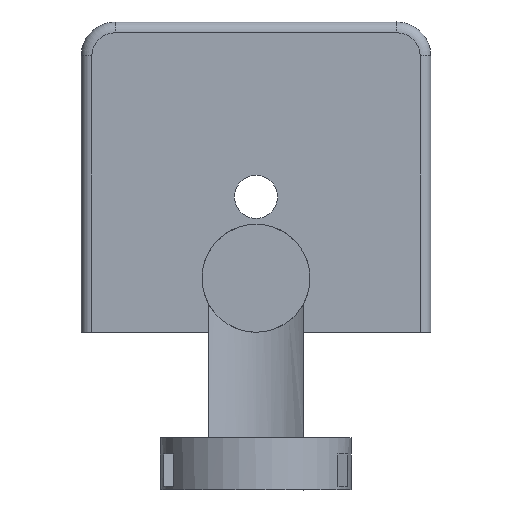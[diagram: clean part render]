
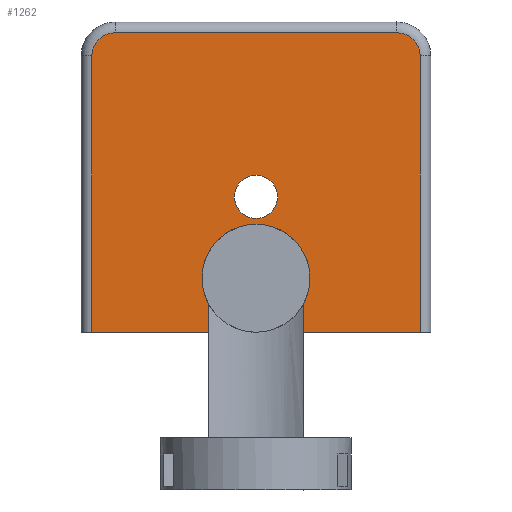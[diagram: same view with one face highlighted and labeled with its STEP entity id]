
A CAD part, front view. The second image highlights one B-rep face of the part: STEP entity #1262.
In plain terms, the highlighted planar face has unit normal (0, -1, 0).
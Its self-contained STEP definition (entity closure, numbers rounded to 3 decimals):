
#26=FACE_BOUND('',#237,.T.);
#27=FACE_BOUND('',#238,.T.);
#43=CIRCLE('',#1308,5.023);
#45=CIRCLE('',#1310,5.023);
#64=CIRCLE('',#1348,2.007);
#67=CIRCLE('',#1352,2.15);
#72=CIRCLE('',#1361,2.15);
#163=FACE_OUTER_BOUND('',#236,.T.);
#236=EDGE_LOOP('',(#1029,#1030,#1031,#1032,#1033,#1034));
#237=EDGE_LOOP('',(#1035));
#238=EDGE_LOOP('',(#1036,#1037,#1038));
#300=LINE('',#2000,#411);
#301=LINE('',#2003,#412);
#302=LINE('',#2007,#413);
#303=LINE('',#2014,#414);
#339=LINE('',#2149,#450);
#411=VECTOR('',#1591,10.);
#412=VECTOR('',#1594,10.);
#413=VECTOR('',#1599,10.);
#414=VECTOR('',#1610,10.);
#450=VECTOR('',#1728,10.);
#500=VERTEX_POINT('',#1842);
#501=VERTEX_POINT('',#1844);
#503=VERTEX_POINT('',#1849);
#545=VERTEX_POINT('',#1988);
#546=VERTEX_POINT('',#1992);
#547=VERTEX_POINT('',#1994);
#548=VERTEX_POINT('',#1998);
#549=VERTEX_POINT('',#2002);
#550=VERTEX_POINT('',#2006);
#551=VERTEX_POINT('',#2010);
#622=EDGE_CURVE('',#501,#500,#43,.T.);
#625=EDGE_CURVE('',#503,#501,#45,.T.);
#682=EDGE_CURVE('',#545,#545,#64,.T.);
#686=EDGE_CURVE('',#546,#547,#67,.T.);
#688=EDGE_CURVE('',#548,#546,#300,.T.);
#689=EDGE_CURVE('',#548,#549,#301,.T.);
#691=EDGE_CURVE('',#550,#549,#302,.T.);
#694=EDGE_CURVE('',#551,#550,#72,.T.);
#695=EDGE_CURVE('',#547,#551,#303,.T.);
#760=EDGE_CURVE('',#500,#503,#339,.T.);
#1029=ORIENTED_EDGE('',*,*,#695,.T.);
#1030=ORIENTED_EDGE('',*,*,#694,.T.);
#1031=ORIENTED_EDGE('',*,*,#691,.T.);
#1032=ORIENTED_EDGE('',*,*,#689,.F.);
#1033=ORIENTED_EDGE('',*,*,#688,.T.);
#1034=ORIENTED_EDGE('',*,*,#686,.T.);
#1035=ORIENTED_EDGE('',*,*,#682,.F.);
#1036=ORIENTED_EDGE('',*,*,#625,.T.);
#1037=ORIENTED_EDGE('',*,*,#622,.T.);
#1038=ORIENTED_EDGE('',*,*,#760,.T.);
#1197=PLANE('',#1403);
#1262=ADVANCED_FACE('',(#163,#26,#27),#1197,.F.);
#1308=AXIS2_PLACEMENT_3D('',#1845,#1460,#1461);
#1310=AXIS2_PLACEMENT_3D('',#1850,#1465,#1466);
#1348=AXIS2_PLACEMENT_3D('',#1989,#1576,#1577);
#1352=AXIS2_PLACEMENT_3D('',#1996,#1585,#1586);
#1361=AXIS2_PLACEMENT_3D('',#2012,#1606,#1607);
#1403=AXIS2_PLACEMENT_3D('',#2148,#1726,#1727);
#1460=DIRECTION('center_axis',(0.,1.,0.));
#1461=DIRECTION('ref_axis',(1.,0.,0.));
#1465=DIRECTION('center_axis',(0.,1.,0.));
#1466=DIRECTION('ref_axis',(1.,0.,0.));
#1576=DIRECTION('center_axis',(0.,-1.,0.));
#1577=DIRECTION('ref_axis',(0.,0.,
-1.));
#1585=DIRECTION('center_axis',(0.,-1.,0.));
#1586=DIRECTION('ref_axis',(0.707,0.,0.707));
#1591=DIRECTION('',(0.,0.,1.));
#1594=DIRECTION('',(-1.,0.,0.));
#1599=DIRECTION('',(0.,0.,-1.));
#1606=DIRECTION('center_axis',(0.,-1.,0.));
#1607=DIRECTION('ref_axis',(-0.707,0.,0.707));
#1610=DIRECTION('',(-1.,0.,0.));
#1726=DIRECTION('center_axis',(0.,1.,0.));
#1727=DIRECTION('ref_axis',(-1.,0.,0.));
#1728=DIRECTION('',(1.,0.,0.));
#1842=CARTESIAN_POINT('',(3.063,-84.602,-56.444));
#1844=CARTESIAN_POINT('',(2.178,-84.602,-59.291));
#1845=CARTESIAN_POINT('Origin',(7.201,-84.602,-59.291));
#1849=CARTESIAN_POINT('',(11.339,-84.602,-56.444));
#1850=CARTESIAN_POINT('Origin',(7.201,-84.602,-59.291));
#1988=CARTESIAN_POINT('',(7.201,-84.602,-49.708));
#1989=CARTESIAN_POINT('Origin',(7.201,-84.602,-51.715));
#1992=CARTESIAN_POINT('',(22.473,-84.602,-38.594));
#1994=CARTESIAN_POINT('',(20.323,-84.602,-36.444));
#1996=CARTESIAN_POINT('Origin',(20.323,-84.602,-38.594));
#1998=CARTESIAN_POINT('',(22.473,-84.602,-64.314));
#2000=CARTESIAN_POINT('',(22.473,-84.602,-45.155));
#2002=CARTESIAN_POINT('',(-8.071,-84.602,-64.314));
#2003=CARTESIAN_POINT('',(7.201,-84.602,-64.314));
#2006=CARTESIAN_POINT('',(-8.071,-84.602,-38.594));
#2007=CARTESIAN_POINT('',(-8.071,-84.602,-58.276));
#2010=CARTESIAN_POINT('',(-5.921,-84.602,-36.444));
#2012=CARTESIAN_POINT('Origin',(-5.921,-84.602,-38.594));
#2014=CARTESIAN_POINT('',(0.64,-84.602,-36.444));
#2148=CARTESIAN_POINT('Origin',(7.201,-84.602,-51.715));
#2149=CARTESIAN_POINT('',(2.178,-84.602,-56.444));
